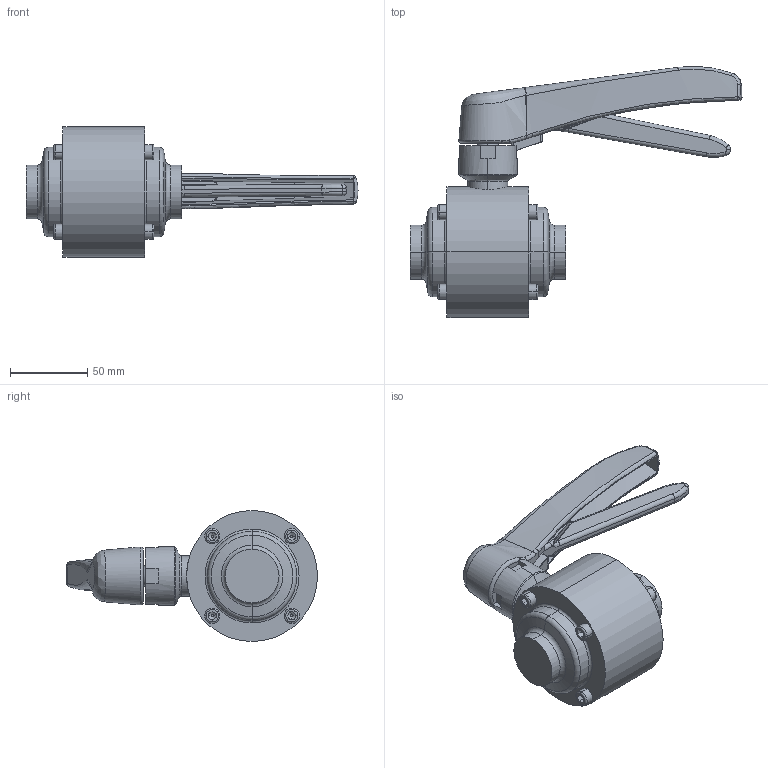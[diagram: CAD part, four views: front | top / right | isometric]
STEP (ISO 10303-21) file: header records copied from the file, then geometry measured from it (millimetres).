
FILE_DESCRIPTION (( 'STEP AP214' ), '1' );
FILE_NAME ('4025032xxx-xxx.STEP', '2014-04-02T11:34:38', ( 'Install' ), ( '' ), 'SwSTEP 2.0', 'SolidWorks 2013', '' );
FILE_SCHEMA (( 'AUTOMOTIVE_DESIGN' ));
Length unit declared in the file: millimetre
Products named in the file (3): Group4^Durchgangskugelhahn-+-4025032000-0X0DEF_-_1; Group3^Durchgangskugelhahn-+-4025032000-0X0DEF_-; 4025032xxx-xxx
Assembly tree (2 placements, depth 2):
  4025032xxx-xxx
    Group3^Durchgangskugelhahn-+-4025032000-0X0DEF_-
    Group4^Durchgangskugelhahn-+-4025032000-0X0DEF_-_1
Bounding box: 215.49 x 162.94 x 85 mm (x, y, z)
Volume: 501511.8 mm3; surface area: 68265.6 mm2
Topology: 2 solids, 2 shells, 412 faces, 970 edges, 571 vertices
Faces by surface type: plane 185, cylinder 87, bspline 63, torus 52, cone 25
Entity records: 17672 total; most frequent: CARTESIAN_POINT 8555, ORIENTED_EDGE 1920, DIRECTION 1853, EDGE_CURVE 960, AXIS2_PLACEMENT_3D 701, VERTEX_POINT 571, VECTOR 451, LINE 451
